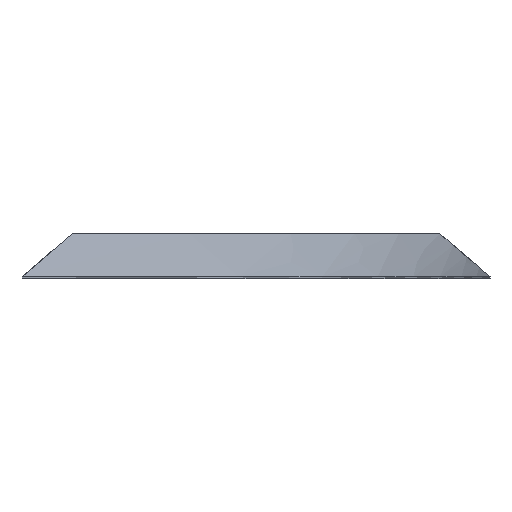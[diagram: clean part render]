
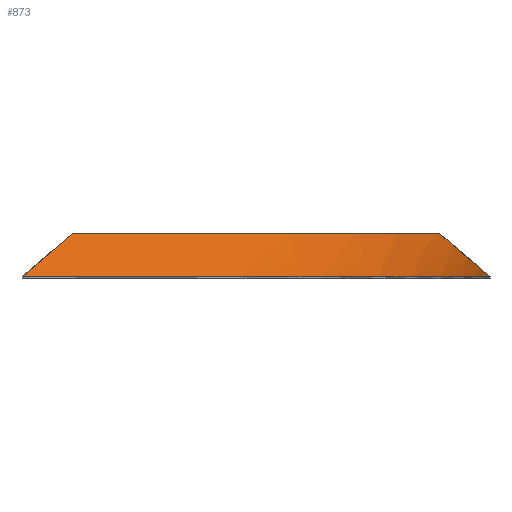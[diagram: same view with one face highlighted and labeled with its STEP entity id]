
A CAD part, left-side view. The second image highlights one B-rep face of the part: STEP entity #873.
In plain terms, the highlighted free-form (B-spline) face has degree [3, 3] with [4, 9] control points.
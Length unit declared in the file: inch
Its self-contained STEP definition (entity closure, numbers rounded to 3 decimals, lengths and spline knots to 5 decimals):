
#199=FACE_OUTER_BOUND('',#254,.T.);
#254=EDGE_LOOP('',(#776,#777,#778,#779));
#281=B_SPLINE_CURVE_WITH_KNOTS('',3,(#1402,#1403,#1404,#1405,#1406,#1407,
#1408,#1409),.UNSPECIFIED.,.F.,.F.,(4,1,1,1,1,4),(0.27209,0.28571,
0.42857,0.57143,0.71429,0.93491),
 .UNSPECIFIED.);
#321=B_SPLINE_CURVE_WITH_KNOTS('',3,(#2508,#2509,#2510,#2511,#2512,#2513),
 .UNSPECIFIED.,.F.,.F.,(4,2,4),(-2.54495,-1.30966,0.),
 .UNSPECIFIED.);
#329=B_SPLINE_CURVE_WITH_KNOTS('',3,(#2861,#2862,#2863,#2864,#2865,#2866,
#2867,#2868,#2869,#2870),.UNSPECIFIED.,.F.,.F.,(4,3,3,4),(0.,0.67028,
0.72198,1.44625),.UNSPECIFIED.);
#330=B_SPLINE_CURVE_WITH_KNOTS('',3,(#2871,#2872,#2873,#2874,#2875,#2876,
#2877,#2878,#2879),.UNSPECIFIED.,.F.,.F.,(4,1,1,1,1,1,4),(-1.,-0.71429,
-0.57143,-0.42857,-0.28571,-0.14286,
0.),.UNSPECIFIED.);
#352=VERTEX_POINT('',#1399);
#353=VERTEX_POINT('',#1401);
#394=VERTEX_POINT('',#2507);
#416=VERTEX_POINT('',#2860);
#447=EDGE_CURVE('',#353,#352,#281,.T.);
#504=EDGE_CURVE('',#353,#394,#321,.T.);
#540=EDGE_CURVE('',#352,#416,#329,.T.);
#541=EDGE_CURVE('',#416,#394,#330,.T.);
#776=ORIENTED_EDGE('',*,*,#504,.F.);
#777=ORIENTED_EDGE('',*,*,#447,.T.);
#778=ORIENTED_EDGE('',*,*,#540,.T.);
#779=ORIENTED_EDGE('',*,*,#541,.T.);
#834=B_SPLINE_SURFACE_WITH_KNOTS('',3,3,((#2824,#2825,#2826,#2827,#2828,
#2829,#2830,#2831,#2832),(#2833,#2834,#2835,#2836,#2837,#2838,#2839,#2840,
#2841),(#2842,#2843,#2844,#2845,#2846,#2847,#2848,#2849,#2850),(#2851,#2852,
#2853,#2854,#2855,#2856,#2857,#2858,#2859)),.UNSPECIFIED.,.F.,.F.,.F.,(4,
4),(4,1,1,1,1,1,4),(0.,1.),(-1.,-0.71429,-0.57143,-0.42857,
-0.28571,-0.14286,0.),
 .UNSPECIFIED.);
#873=ADVANCED_FACE('',(#199),#834,.T.);
#1399=CARTESIAN_POINT('',(1.33095,-0.35,0.3125));
#1401=CARTESIAN_POINT('',(0.87675,-2.9,0.3125));
#1402=CARTESIAN_POINT('Ctrl Pts',(0.87681,-2.90004,0.3125));
#1403=CARTESIAN_POINT('Ctrl Pts',(0.88507,-2.88668,0.3125));
#1404=CARTESIAN_POINT('Ctrl Pts',(0.97798,-2.73213,0.3125));
#1405=CARTESIAN_POINT('Ctrl Pts',(1.11062,-2.4135,0.3125));
#1406=CARTESIAN_POINT('Ctrl Pts',(1.21799,-1.91166,0.3125));
#1407=CARTESIAN_POINT('Ctrl Pts',(1.28691,-1.25511,0.3125));
#1408=CARTESIAN_POINT('Ctrl Pts',(1.31178,-0.71212,0.3125));
#1409=CARTESIAN_POINT('Ctrl Pts',(1.33098,-0.35,0.3125));
#2507=CARTESIAN_POINT('',(0.,-3.25,0.0125));
#2508=CARTESIAN_POINT('Ctrl Pts',(0.87675,-2.9,0.3125));
#2509=CARTESIAN_POINT('Ctrl Pts',(0.7465,-2.97266,0.25022));
#2510=CARTESIAN_POINT('Ctrl Pts',(0.61138,-3.03896,0.19339));
#2511=CARTESIAN_POINT('Ctrl Pts',(0.31662,-3.15879,0.09068));
#2512=CARTESIAN_POINT('Ctrl Pts',(0.16296,-3.20852,0.04805));
#2513=CARTESIAN_POINT('Ctrl Pts',(0.,-3.25,0.0125));
#2824=CARTESIAN_POINT('Ctrl Pts',(1.34938,-0.02083,0.3125));
#2825=CARTESIAN_POINT('Ctrl Pts',(1.3199,-0.51535,0.3125));
#2826=CARTESIAN_POINT('Ctrl Pts',(1.29577,-1.17071,0.3125));
#2827=CARTESIAN_POINT('Ctrl Pts',(1.21799,-1.91166,0.3125));
#2828=CARTESIAN_POINT('Ctrl Pts',(1.11062,-2.4135,0.3125));
#2829=CARTESIAN_POINT('Ctrl Pts',(0.92072,-2.86969,0.3125));
#2830=CARTESIAN_POINT('Ctrl Pts',(0.61294,-3.26579,0.3125));
#2831=CARTESIAN_POINT('Ctrl Pts',(0.32801,-3.46996,0.3125));
#2832=CARTESIAN_POINT('Ctrl Pts',(0.16732,-3.55741,0.3125));
#2833=CARTESIAN_POINT('Ctrl Pts',(1.23292,-0.01389,0.2125));
#2834=CARTESIAN_POINT('Ctrl Pts',(1.20335,-0.50993,0.2125));
#2835=CARTESIAN_POINT('Ctrl Pts',(1.17913,-1.16516,0.2125));
#2836=CARTESIAN_POINT('Ctrl Pts',(1.10233,-1.89492,0.2125));
#2837=CARTESIAN_POINT('Ctrl Pts',(0.99808,-2.38041,0.2125));
#2838=CARTESIAN_POINT('Ctrl Pts',(0.81795,-2.81134,0.2125));
#2839=CARTESIAN_POINT('Ctrl Pts',(0.53149,-3.17984,0.2125));
#2840=CARTESIAN_POINT('Ctrl Pts',(0.26424,-3.37183,0.2125));
#2841=CARTESIAN_POINT('Ctrl Pts',(0.11155,-3.45494,0.2125));
#2842=CARTESIAN_POINT('Ctrl Pts',(1.11646,-0.00694,
0.1125));
#2843=CARTESIAN_POINT('Ctrl Pts',(1.0868,-0.5045,0.1125));
#2844=CARTESIAN_POINT('Ctrl Pts',(1.06249,-1.15962,0.1125));
#2845=CARTESIAN_POINT('Ctrl Pts',(0.98667,-1.87817,0.1125));
#2846=CARTESIAN_POINT('Ctrl Pts',(0.88554,-2.34732,0.1125));
#2847=CARTESIAN_POINT('Ctrl Pts',(0.71519,-2.75298,0.1125));
#2848=CARTESIAN_POINT('Ctrl Pts',(0.45004,-3.09388,0.1125));
#2849=CARTESIAN_POINT('Ctrl Pts',(0.20048,-3.27371,0.1125));
#2850=CARTESIAN_POINT('Ctrl Pts',(0.05577,-3.35247,
0.1125));
#2851=CARTESIAN_POINT('Ctrl Pts',(1.,0.,0.0125));
#2852=CARTESIAN_POINT('Ctrl Pts',(0.97025,-0.49907,0.0125));
#2853=CARTESIAN_POINT('Ctrl Pts',(0.94586,-1.15408,0.0125));
#2854=CARTESIAN_POINT('Ctrl Pts',(0.871,-1.86142,0.0125));
#2855=CARTESIAN_POINT('Ctrl Pts',(0.773,-2.31423,0.0125));
#2856=CARTESIAN_POINT('Ctrl Pts',(0.61243,-2.69463,0.0125));
#2857=CARTESIAN_POINT('Ctrl Pts',(0.36859,-3.00793,0.0125));
#2858=CARTESIAN_POINT('Ctrl Pts',(0.13671,-3.17559,0.0125));
#2859=CARTESIAN_POINT('Ctrl Pts',(0.,-3.25,0.0125));
#2860=CARTESIAN_POINT('',(1.,0.,0.0125));
#2861=CARTESIAN_POINT('Ctrl Pts',(1.33098,-0.34996,0.3125));
#2862=CARTESIAN_POINT('Ctrl Pts',(1.27957,-0.29578,0.26604));
#2863=CARTESIAN_POINT('Ctrl Pts',(1.2286,-0.24199,0.21993));
#2864=CARTESIAN_POINT('Ctrl Pts',(1.17741,-0.18789,0.17356));
#2865=CARTESIAN_POINT('Ctrl Pts',(1.17346,-0.18372,0.16998));
#2866=CARTESIAN_POINT('Ctrl Pts',(1.16951,-0.17954,0.1664));
#2867=CARTESIAN_POINT('Ctrl Pts',(1.16556,-0.17537,0.16282));
#2868=CARTESIAN_POINT('Ctrl Pts',(1.11021,-0.11685,0.11266));
#2869=CARTESIAN_POINT('Ctrl Pts',(1.05517,-0.05856,
0.0627));
#2870=CARTESIAN_POINT('Ctrl Pts',(1.,0.,0.0125));
#2871=CARTESIAN_POINT('Ctrl Pts',(1.,0.,0.0125));
#2872=CARTESIAN_POINT('Ctrl Pts',(0.97025,-0.49907,0.0125));
#2873=CARTESIAN_POINT('Ctrl Pts',(0.94586,-1.15408,0.0125));
#2874=CARTESIAN_POINT('Ctrl Pts',(0.871,-1.86142,0.0125));
#2875=CARTESIAN_POINT('Ctrl Pts',(0.773,-2.31423,0.0125));
#2876=CARTESIAN_POINT('Ctrl Pts',(0.61243,-2.69463,0.0125));
#2877=CARTESIAN_POINT('Ctrl Pts',(0.36859,-3.00793,0.0125));
#2878=CARTESIAN_POINT('Ctrl Pts',(0.13671,-3.17559,0.0125));
#2879=CARTESIAN_POINT('Ctrl Pts',(0.,-3.25,0.0125));
